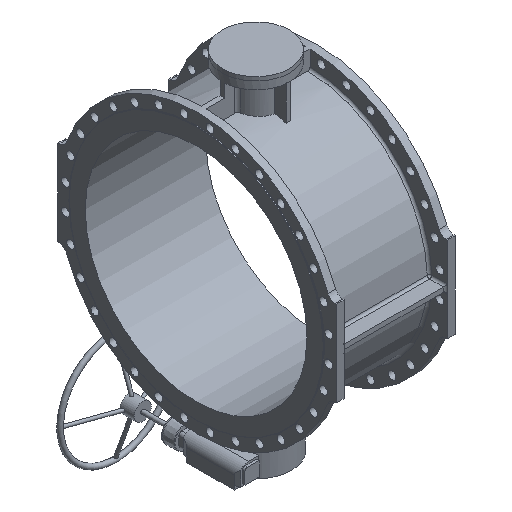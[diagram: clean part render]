
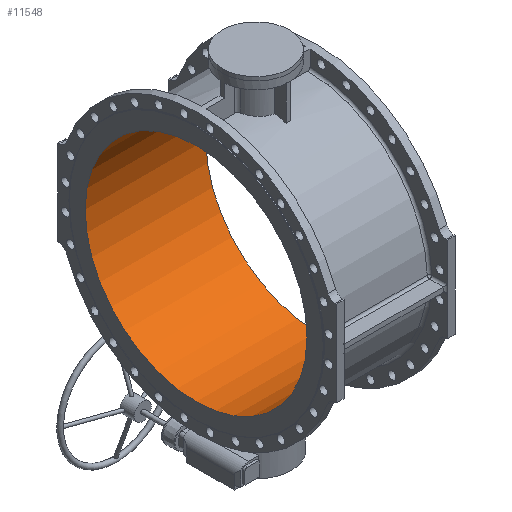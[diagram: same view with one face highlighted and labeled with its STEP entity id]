
A CAD part, isometric view. The second image highlights one B-rep face of the part: STEP entity #11548.
In plain terms, the highlighted cylindrical face has radius 579 mm (diameter 1158 mm), a full revolution.
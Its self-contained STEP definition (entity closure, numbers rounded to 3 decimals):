
#438 = CARTESIAN_POINT ( 'NONE',  ( -315., 0., 0. ) ) ;
#439 = DIRECTION ( 'NONE',  ( -1., 0., 0. ) ) ;
#440 = DIRECTION ( 'NONE',  ( 0., 0., 1. ) ) ;
#1460 = DIRECTION ( 'NONE',  ( 0., 0., -1. ) ) ;
#1461 = CARTESIAN_POINT ( 'NONE',  ( 0., 0., 0. ) ) ;
#1462 = DIRECTION ( 'NONE',  ( 1., 0., 0. ) ) ;
#2197 = CARTESIAN_POINT ( 'NONE',  ( 315., 0., 0. ) ) ;
#2198 = DIRECTION ( 'NONE',  ( 1., 0., 0. ) ) ;
#2199 = DIRECTION ( 'NONE',  ( 0., 0., 1. ) ) ;
#3129 = EDGE_CURVE ( 'NONE', #5848, #5848, #7480, .T. ) ;
#4201 = EDGE_LOOP ( 'NONE', ( #8764 ) ) ;
#4202 = EDGE_LOOP ( 'NONE', ( #8763 ) ) ;
#5305 = FACE_OUTER_BOUND ( 'NONE', #4202, .T. ) ;
#5310 = FACE_OUTER_BOUND ( 'NONE', #4201, .T. ) ;
#5312 = CYLINDRICAL_SURFACE ( 'NONE', #12950, 579. ) ;
#5504 = CIRCLE ( 'NONE', #8158, 579. ) ;
#5848 = VERTEX_POINT ( 'NONE', #11160 ) ;
#5914 = VERTEX_POINT ( 'NONE', #11226 ) ;
#7480 = CIRCLE ( 'NONE', #12125, 579. ) ;
#8158 = AXIS2_PLACEMENT_3D ( 'NONE', #2197, #2198, #2199 ) ;
#8763 = ORIENTED_EDGE ( 'NONE', *, *, #11672, .T. ) ;
#8764 = ORIENTED_EDGE ( 'NONE', *, *, #3129, .T. ) ;
#11160 = CARTESIAN_POINT ( 'NONE',  ( -315., 0., 579. ) ) ;
#11226 = CARTESIAN_POINT ( 'NONE',  ( 315., 0., 579. ) ) ;
#11548 = ADVANCED_FACE ( 'NONE', ( #5305, #5310 ), #5312, .F. ) ;
#11672 = EDGE_CURVE ( 'NONE', #5914, #5914, #5504, .T. ) ;
#12125 = AXIS2_PLACEMENT_3D ( 'NONE', #438, #439, #440 ) ;
#12950 = AXIS2_PLACEMENT_3D ( 'NONE', #1461, #1462, #1460 ) ;
